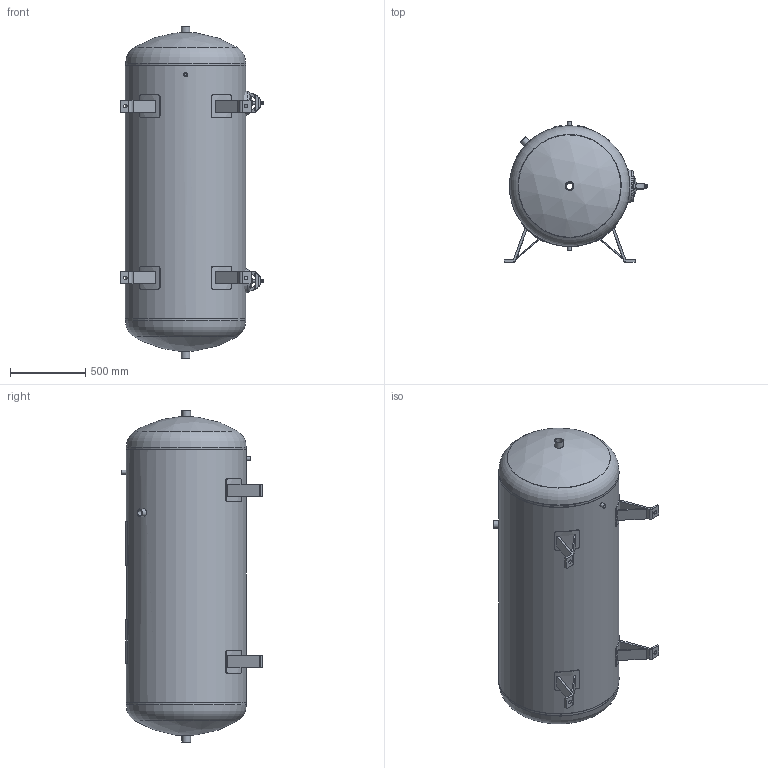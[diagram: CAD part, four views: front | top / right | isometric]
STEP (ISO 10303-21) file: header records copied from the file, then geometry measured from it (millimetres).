
FILE_DESCRIPTION(/* description */ (''),/* implementation_level */ '2;1');
FILE_NAME(/* name */ 'MB 020102-1.1000.stp',/* time_stamp */ '2024-03-04T08:24:00+01:00',/* author */ ('m.ebener'),/* organization */ (''),/* preprocessor_version */ 'ST-DEVELOPER v16.1',/* originating_system */ 'Autodesk Inventor 2016',/* authorisation */ '');
FILE_SCHEMA (('AUTOMOTIVE_DESIGN { 1 0 10303 214 3 1 1 }'));
Length unit declared in the file: millimetre
Products named in the file (14): Mantel; Standardmuffe - G 1_2; Standardmuffe - G 1 1_4; Behälterfuß; Boden; Standardmuffe - G 1 1_2; Handloch_100x150x8,5; Dichtung; Deckel; Bügel; DIN 125 - A 17; DIN 934 - M16 x 2; Handloch; MB 020102-1.1000
Assembly tree (18 placements, depth 3):
  MB 020102-1.1000
    Mantel
    Standardmuffe - G 1_2  x2
    Standardmuffe - G 1 1_4
    Behälterfuß  x2
    Boden  x2
    Standardmuffe - G 1 1_2  x2
    Handloch  x2
      Handloch_100x150x8,5
      Dichtung
      Deckel
      Bügel
      DIN 125 - A 17
      DIN 934 - M16 x 2
Bounding box: 954.9 x 933.77 x 2204.72 mm (x, y, z)
Volume: 32129837.4 mm3; surface area: 12343361.9 mm2
Topology: 24 solids, 24 shells, 353 faces, 888 edges, 593 vertices
Faces by surface type: plane 178, cylinder 127, bspline 30, cone 10, sphere 4, torus 4
Full cylindrical faces by diameter (mm): 13.835 x2, 16 x2, 17 x4, 18.631 x2, 24 x4, 26.9 x4, 30 x2, 38.952 x1, 44.845 x2, 51 x2, 57 x4, 790 x3, 800 x3
Entity records: 22168 total; most frequent: CARTESIAN_POINT 17274, ORIENTED_EDGE 940, DIRECTION 891, EDGE_CURVE 468, AXIS2_PLACEMENT_3D 341, VERTEX_POINT 331, EDGE_LOOP 275, LINE 209
